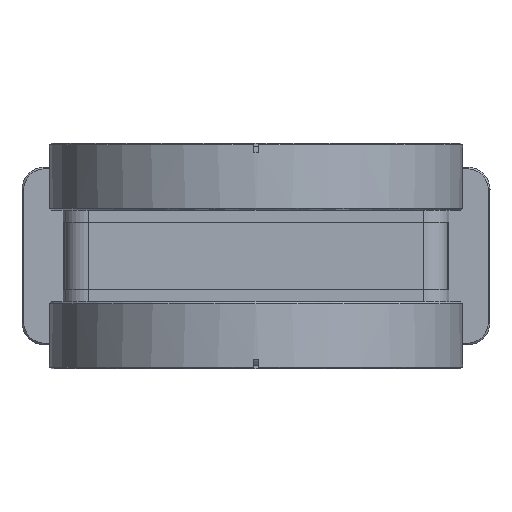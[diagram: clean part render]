
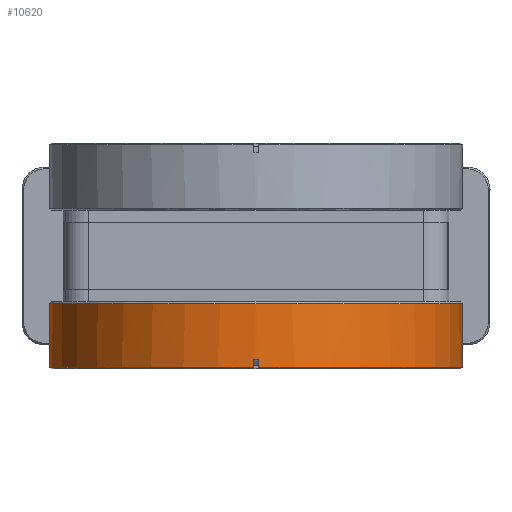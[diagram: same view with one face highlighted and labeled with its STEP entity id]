
A CAD part, front view. The second image highlights one B-rep face of the part: STEP entity #10620.
In plain terms, the highlighted cylindrical face has radius 58.737 mm (diameter 117.475 mm), a partial arc.
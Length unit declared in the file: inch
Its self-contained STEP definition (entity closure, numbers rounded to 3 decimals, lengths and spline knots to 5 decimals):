
#668 = VERTEX_POINT ( 'NONE', #5008 ) ;
#819 = EDGE_CURVE ( 'NONE', #2477, #1215, #23776, .T. ) ;
#1215 = VERTEX_POINT ( 'NONE', #7017 ) ;
#1703 = AXIS2_PLACEMENT_3D ( 'NONE', #23738, #15448, #19426 ) ;
#1879 = DIRECTION ( 'NONE',  ( -1., 0., 0. ) ) ;
#2477 = VERTEX_POINT ( 'NONE', #23705 ) ;
#2633 = CIRCLE ( 'NONE', #20321, 2.3125 ) ;
#2640 = EDGE_CURVE ( 'NONE', #9488, #2477, #19546, .T. ) ;
#2807 = CARTESIAN_POINT ( 'NONE',  ( 2.3125, 0., -0.5325 ) ) ;
#3068 = CARTESIAN_POINT ( 'NONE',  ( 0., 0., -0.5325 ) ) ;
#3424 = AXIS2_PLACEMENT_3D ( 'NONE', #12322, #12298, #12290 ) ;
#3755 = EDGE_LOOP ( 'NONE', ( #7634, #12369, #15560, #17414, #11396, #12836, #11286, #7175, #9831 ) ) ;
#4599 = EDGE_CURVE ( 'NONE', #20165, #668, #16676, .T. ) ;
#5008 = CARTESIAN_POINT ( 'NONE',  ( -0.03, -2.31231, -1.2425 ) ) ;
#5423 = VECTOR ( 'NONE', #19442, 39.37008 ) ;
#6155 = LINE ( 'NONE', #19497, #5423 ) ;
#6811 = EDGE_CURVE ( 'NONE', #1215, #11386, #11555, .T. ) ;
#7017 = CARTESIAN_POINT ( 'NONE',  ( 0.03, -2.31231, -1.2425 ) ) ;
#7175 = ORIENTED_EDGE ( 'NONE', *, *, #819, .T. ) ;
#7634 = ORIENTED_EDGE ( 'NONE', *, *, #18724, .F. ) ;
#7648 = LINE ( 'NONE', #15947, #7807 ) ;
#7807 = VECTOR ( 'NONE', #16976, 39.37008 ) ;
#8201 = EDGE_CURVE ( 'NONE', #17518, #20165, #7648, .T. ) ;
#8634 = CARTESIAN_POINT ( 'NONE',  ( 2.3125, 0., -1.2425 ) ) ;
#8642 = CIRCLE ( 'NONE', #17917, 2.3125 ) ;
#9488 = VERTEX_POINT ( 'NONE', #18795 ) ;
#9812 = CARTESIAN_POINT ( 'NONE',  ( -0.03, -2.31231, 1.38875 ) ) ;
#9831 = ORIENTED_EDGE ( 'NONE', *, *, #6811, .T. ) ;
#9869 = EDGE_CURVE ( 'NONE', #16639, #17830, #2633, .T. ) ;
#10620 = ADVANCED_FACE ( 'NONE', ( #25364 ), #25285, .T. ) ;
#10913 = AXIS2_PLACEMENT_3D ( 'NONE', #16901, #17092, #16920 ) ;
#11286 = ORIENTED_EDGE ( 'NONE', *, *, #2640, .T. ) ;
#11386 = VERTEX_POINT ( 'NONE', #8634 ) ;
#11396 = ORIENTED_EDGE ( 'NONE', *, *, #4599, .T. ) ;
#11555 = CIRCLE ( 'NONE', #1703, 2.3125 ) ;
#12290 = DIRECTION ( 'NONE',  ( -1., 0., 0. ) ) ;
#12298 = DIRECTION ( 'NONE',  ( 0., 0., 1. ) ) ;
#12322 = CARTESIAN_POINT ( 'NONE',  ( 0., 0., -1.2425 ) ) ;
#12369 = ORIENTED_EDGE ( 'NONE', *, *, #9869, .F. ) ;
#12836 = ORIENTED_EDGE ( 'NONE', *, *, #24457, .T. ) ;
#13927 = DIRECTION ( 'NONE',  ( 0., 0., 1. ) ) ;
#15319 = CARTESIAN_POINT ( 'NONE',  ( -2.3125, 0., -1.2425 ) ) ;
#15448 = DIRECTION ( 'NONE',  ( 0., 0., 1. ) ) ;
#15560 = ORIENTED_EDGE ( 'NONE', *, *, #16779, .F. ) ;
#15692 = DIRECTION ( 'NONE',  ( 0., 0., -1. ) ) ;
#15842 = DIRECTION ( 'NONE',  ( -1., 0., 0. ) ) ;
#15859 = DIRECTION ( 'NONE',  ( 0., 0., 1. ) ) ;
#15869 = CARTESIAN_POINT ( 'NONE',  ( 0., 0., -0.5325 ) ) ;
#15947 = CARTESIAN_POINT ( 'NONE',  ( -2.3125, 0., 1.38875 ) ) ;
#16639 = VERTEX_POINT ( 'NONE', #18943 ) ;
#16676 = CIRCLE ( 'NONE', #3424, 2.3125 ) ;
#16689 = CARTESIAN_POINT ( 'NONE',  ( 0.03, -2.31231, 1.38875 ) ) ;
#16779 = EDGE_CURVE ( 'NONE', #17518, #16639, #8642, .T. ) ;
#16901 = CARTESIAN_POINT ( 'NONE',  ( 0., 0., 1.38875 ) ) ;
#16920 = DIRECTION ( 'NONE',  ( -1., 0., 0. ) ) ;
#16976 = DIRECTION ( 'NONE',  ( 0., 0., -1. ) ) ;
#17092 = DIRECTION ( 'NONE',  ( 0., 0., -1. ) ) ;
#17414 = ORIENTED_EDGE ( 'NONE', *, *, #8201, .T. ) ;
#17518 = VERTEX_POINT ( 'NONE', #17971 ) ;
#17546 = DIRECTION ( 'NONE',  ( 0., 0., 1. ) ) ;
#17654 = VECTOR ( 'NONE', #17546, 39.37008 ) ;
#17750 = LINE ( 'NONE', #9812, #17654 ) ;
#17830 = VERTEX_POINT ( 'NONE', #2807 ) ;
#17917 = AXIS2_PLACEMENT_3D ( 'NONE', #15869, #15859, #15842 ) ;
#17971 = CARTESIAN_POINT ( 'NONE',  ( -2.3125, 0., -0.5325 ) ) ;
#18724 = EDGE_CURVE ( 'NONE', #17830, #11386, #6155, .T. ) ;
#18795 = CARTESIAN_POINT ( 'NONE',  ( -0.03, -2.31231, -1.16245 ) ) ;
#18943 = CARTESIAN_POINT ( 'NONE',  ( 0., -2.3125, -0.5325 ) ) ;
#19426 = DIRECTION ( 'NONE',  ( -1., 0., 0. ) ) ;
#19442 = DIRECTION ( 'NONE',  ( 0., 0., -1. ) ) ;
#19497 = CARTESIAN_POINT ( 'NONE',  ( 2.3125, 0., 1.38875 ) ) ;
#19546 = B_SPLINE_CURVE_WITH_KNOTS ( 'NONE', 3,
 ( #21403, #21464, #21553, #21576, #21580, #21610, #21631 ),
 .UNSPECIFIED., .F., .F.,
 ( 4, 3, 4 ),
 ( 0., 0.00076, 0.00152 ),
 .UNSPECIFIED. ) ;
#20165 = VERTEX_POINT ( 'NONE', #15319 ) ;
#20321 = AXIS2_PLACEMENT_3D ( 'NONE', #3068, #13927, #1879 ) ;
#21403 = CARTESIAN_POINT ( 'NONE',  ( -0.03, -2.31231, -1.16245 ) ) ;
#21464 = CARTESIAN_POINT ( 'NONE',  ( -0.02, -2.31244, -1.16248 ) ) ;
#21553 = CARTESIAN_POINT ( 'NONE',  ( -0.01, -2.3125, -1.1625 ) ) ;
#21576 = CARTESIAN_POINT ( 'NONE',  ( 0., -2.3125, -1.1625 ) ) ;
#21580 = CARTESIAN_POINT ( 'NONE',  ( 0.01, -2.3125, -1.1625 ) ) ;
#21610 = CARTESIAN_POINT ( 'NONE',  ( 0.02, -2.31244, -1.16248 ) ) ;
#21631 = CARTESIAN_POINT ( 'NONE',  ( 0.03, -2.31231, -1.16245 ) ) ;
#23705 = CARTESIAN_POINT ( 'NONE',  ( 0.03, -2.31231, -1.16245 ) ) ;
#23738 = CARTESIAN_POINT ( 'NONE',  ( 0., 0., -1.2425 ) ) ;
#23776 = LINE ( 'NONE', #16689, #23798 ) ;
#23798 = VECTOR ( 'NONE', #15692, 39.37008 ) ;
#24457 = EDGE_CURVE ( 'NONE', #668, #9488, #17750, .T. ) ;
#25285 = CYLINDRICAL_SURFACE ( 'NONE', #10913, 2.3125 ) ;
#25364 = FACE_OUTER_BOUND ( 'NONE', #3755, .T. ) ;
